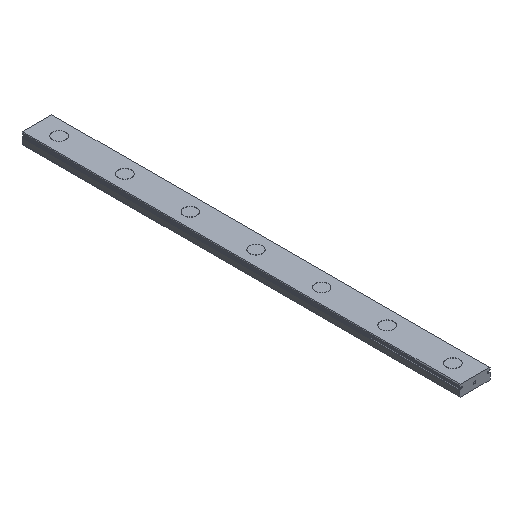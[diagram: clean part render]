
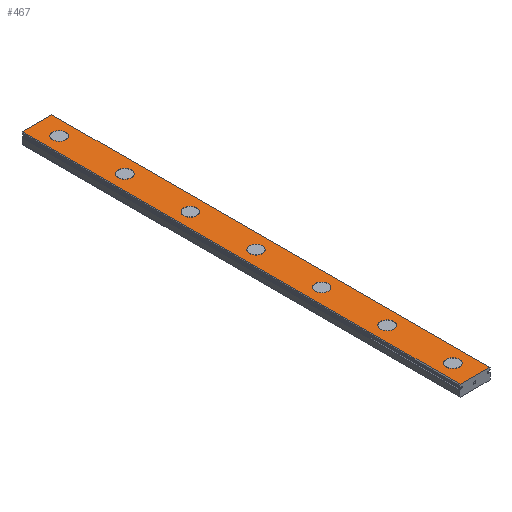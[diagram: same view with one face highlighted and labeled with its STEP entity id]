
A CAD part, isometric view. The second image highlights one B-rep face of the part: STEP entity #467.
In plain terms, the highlighted planar face has unit normal (0, 0, 1).
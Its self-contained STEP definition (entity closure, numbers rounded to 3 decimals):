
#467=ADVANCED_FACE('',(#954,#955,#956,#957,#958,#959,#960,#961),#962,.T.);
#954=FACE_BOUND('',#1461,.T.);
#955=FACE_BOUND('',#1462,.T.);
#956=FACE_BOUND('',#1463,.T.);
#957=FACE_BOUND('',#1464,.T.);
#958=FACE_BOUND('',#1465,.T.);
#959=FACE_BOUND('',#1466,.T.);
#960=FACE_BOUND('',#1467,.T.);
#961=FACE_OUTER_BOUND('',#1468,.T.);
#962=PLANE('',#1469);
#1461=EDGE_LOOP('',(#2787,#2788));
#1462=EDGE_LOOP('',(#2789,#2790));
#1463=EDGE_LOOP('',(#2791,#2792));
#1464=EDGE_LOOP('',(#2793,#2794));
#1465=EDGE_LOOP('',(#2795,#2796));
#1466=EDGE_LOOP('',(#2797,#2798));
#1467=EDGE_LOOP('',(#2799,#2800));
#1468=EDGE_LOOP('',(#2801,#2802,#2803,#2804));
#1469=AXIS2_PLACEMENT_3D('',#2805,#2806,#2807);
#2787=ORIENTED_EDGE('',*,*,#3020,.T.);
#2788=ORIENTED_EDGE('',*,*,#3399,.T.);
#2789=ORIENTED_EDGE('',*,*,#3010,.T.);
#2790=ORIENTED_EDGE('',*,*,#3405,.T.);
#2791=ORIENTED_EDGE('',*,*,#3000,.T.);
#2792=ORIENTED_EDGE('',*,*,#3411,.T.);
#2793=ORIENTED_EDGE('',*,*,#2990,.T.);
#2794=ORIENTED_EDGE('',*,*,#3417,.T.);
#2795=ORIENTED_EDGE('',*,*,#2980,.T.);
#2796=ORIENTED_EDGE('',*,*,#3423,.T.);
#2797=ORIENTED_EDGE('',*,*,#2970,.T.);
#2798=ORIENTED_EDGE('',*,*,#3429,.T.);
#2799=ORIENTED_EDGE('',*,*,#2960,.T.);
#2800=ORIENTED_EDGE('',*,*,#3435,.T.);
#2801=ORIENTED_EDGE('',*,*,#3386,.T.);
#2802=ORIENTED_EDGE('',*,*,#3465,.F.);
#2803=ORIENTED_EDGE('',*,*,#3268,.F.);
#2804=ORIENTED_EDGE('',*,*,#3463,.T.);
#2805=CARTESIAN_POINT('',(0.0,200.0,5.2));
#2806=DIRECTION('',(0.0,0.0,1.0));
#2807=DIRECTION('',(-1.0,0.0,-0.0));
#2960=EDGE_CURVE('',#3526,#3523,#3527,.T.);
#2970=EDGE_CURVE('',#3544,#3541,#3545,.T.);
#2980=EDGE_CURVE('',#3562,#3559,#3563,.T.);
#2990=EDGE_CURVE('',#3580,#3577,#3581,.T.);
#3000=EDGE_CURVE('',#3598,#3595,#3599,.T.);
#3010=EDGE_CURVE('',#3616,#3613,#3617,.T.);
#3020=EDGE_CURVE('',#3634,#3631,#3635,.T.);
#3268=EDGE_CURVE('',#3999,#4001,#4002,.T.);
#3386=EDGE_CURVE('',#4190,#4188,#4191,.T.);
#3399=EDGE_CURVE('',#3631,#3634,#4213,.T.);
#3405=EDGE_CURVE('',#3613,#3616,#4219,.T.);
#3411=EDGE_CURVE('',#3595,#3598,#4225,.T.);
#3417=EDGE_CURVE('',#3577,#3580,#4231,.T.);
#3423=EDGE_CURVE('',#3559,#3562,#4237,.T.);
#3429=EDGE_CURVE('',#3541,#3544,#4243,.T.);
#3435=EDGE_CURVE('',#3523,#3526,#4249,.T.);
#3463=EDGE_CURVE('',#3999,#4190,#4277,.T.);
#3465=EDGE_CURVE('',#4001,#4188,#4279,.T.);
#3523=VERTEX_POINT('',#4343);
#3526=VERTEX_POINT('',#4347);
#3527=CIRCLE('',#4348,3.0);
#3541=VERTEX_POINT('',#4365);
#3544=VERTEX_POINT('',#4369);
#3545=CIRCLE('',#4370,3.0);
#3559=VERTEX_POINT('',#4387);
#3562=VERTEX_POINT('',#4391);
#3563=CIRCLE('',#4392,3.0);
#3577=VERTEX_POINT('',#4409);
#3580=VERTEX_POINT('',#4413);
#3581=CIRCLE('',#4414,3.0);
#3595=VERTEX_POINT('',#4431);
#3598=VERTEX_POINT('',#4435);
#3599=CIRCLE('',#4436,3.0);
#3613=VERTEX_POINT('',#4453);
#3616=VERTEX_POINT('',#4457);
#3617=CIRCLE('',#4458,3.0);
#3631=VERTEX_POINT('',#4475);
#3634=VERTEX_POINT('',#4479);
#3635=CIRCLE('',#4480,3.0);
#3999=VERTEX_POINT('',#4978);
#4001=VERTEX_POINT('',#4981);
#4002=LINE('',#4982,#4983);
#4188=VERTEX_POINT('',#5247);
#4190=VERTEX_POINT('',#5250);
#4191=LINE('',#5251,#5252);
#4213=CIRCLE('',#5278,3.0);
#4219=CIRCLE('',#5284,3.0);
#4225=CIRCLE('',#5290,3.0);
#4231=CIRCLE('',#5296,3.0);
#4237=CIRCLE('',#5302,3.0);
#4243=CIRCLE('',#5308,3.0);
#4249=CIRCLE('',#5314,3.0);
#4277=LINE('',#5353,#5354);
#4279=LINE('',#5356,#5357);
#4343=CARTESIAN_POINT('',(3.0,10.0,5.2));
#4347=CARTESIAN_POINT('',(-3.0,10.0,5.2));
#4348=AXIS2_PLACEMENT_3D('',#5425,#5426,#5427);
#4365=CARTESIAN_POINT('',(3.0,40.0,5.2));
#4369=CARTESIAN_POINT('',(-3.0,40.0,5.2));
#4370=AXIS2_PLACEMENT_3D('',#5441,#5442,#5443);
#4387=CARTESIAN_POINT('',(3.0,70.0,5.2));
#4391=CARTESIAN_POINT('',(-3.0,70.0,5.2));
#4392=AXIS2_PLACEMENT_3D('',#5457,#5458,#5459);
#4409=CARTESIAN_POINT('',(3.0,100.0,5.2));
#4413=CARTESIAN_POINT('',(-3.0,100.0,5.2));
#4414=AXIS2_PLACEMENT_3D('',#5473,#5474,#5475);
#4431=CARTESIAN_POINT('',(3.0,130.0,5.2));
#4435=CARTESIAN_POINT('',(-3.0,130.0,5.2));
#4436=AXIS2_PLACEMENT_3D('',#5489,#5490,#5491);
#4453=CARTESIAN_POINT('',(3.0,160.0,5.2));
#4457=CARTESIAN_POINT('',(-3.0,160.0,5.2));
#4458=AXIS2_PLACEMENT_3D('',#5505,#5506,#5507);
#4475=CARTESIAN_POINT('',(3.0,190.0,5.2));
#4479=CARTESIAN_POINT('',(-3.0,190.0,5.2));
#4480=AXIS2_PLACEMENT_3D('',#5521,#5522,#5523);
#4978=CARTESIAN_POINT('',(-6.7,200.0,5.2));
#4981=CARTESIAN_POINT('',(6.7,200.0,5.2));
#4982=CARTESIAN_POINT('',(-6.7,200.0,5.2));
#4983=VECTOR('',#5788,1.0);
#5247=CARTESIAN_POINT('',(6.7,0.0,5.2));
#5250=CARTESIAN_POINT('',(-6.7,0.0,5.2));
#5251=CARTESIAN_POINT('',(-6.7,0.0,5.2));
#5252=VECTOR('',#5910,1.0);
#5278=AXIS2_PLACEMENT_3D('',#5936,#5937,#5938);
#5284=AXIS2_PLACEMENT_3D('',#5945,#5946,#5947);
#5290=AXIS2_PLACEMENT_3D('',#5954,#5955,#5956);
#5296=AXIS2_PLACEMENT_3D('',#5963,#5964,#5965);
#5302=AXIS2_PLACEMENT_3D('',#5972,#5973,#5974);
#5308=AXIS2_PLACEMENT_3D('',#5981,#5982,#5983);
#5314=AXIS2_PLACEMENT_3D('',#5990,#5991,#5992);
#5353=CARTESIAN_POINT('',(-6.7,200.0,5.2));
#5354=VECTOR('',#6010,1.0);
#5356=CARTESIAN_POINT('',(6.7,200.0,5.2));
#5357=VECTOR('',#6011,1.0);
#5425=CARTESIAN_POINT('',(0.0,10.0,5.2));
#5426=DIRECTION('',(0.0,0.0,-1.0));
#5427=DIRECTION('',(1.0,0.0,0.0));
#5441=CARTESIAN_POINT('',(0.0,40.0,5.2));
#5442=DIRECTION('',(0.0,0.0,-1.0));
#5443=DIRECTION('',(1.0,0.0,0.0));
#5457=CARTESIAN_POINT('',(0.0,70.0,5.2));
#5458=DIRECTION('',(0.0,0.0,-1.0));
#5459=DIRECTION('',(1.0,0.0,0.0));
#5473=CARTESIAN_POINT('',(0.0,100.0,5.2));
#5474=DIRECTION('',(0.0,0.0,-1.0));
#5475=DIRECTION('',(1.0,0.0,0.0));
#5489=CARTESIAN_POINT('',(0.0,130.0,5.2));
#5490=DIRECTION('',(0.0,0.0,-1.0));
#5491=DIRECTION('',(1.0,0.0,0.0));
#5505=CARTESIAN_POINT('',(0.0,160.0,5.2));
#5506=DIRECTION('',(0.0,0.0,-1.0));
#5507=DIRECTION('',(1.0,0.0,0.0));
#5521=CARTESIAN_POINT('',(0.0,190.0,5.2));
#5522=DIRECTION('',(0.0,0.0,-1.0));
#5523=DIRECTION('',(1.0,0.0,0.0));
#5788=DIRECTION('',(1.0,0.0,0.0));
#5910=DIRECTION('',(1.0,0.0,0.0));
#5936=CARTESIAN_POINT('',(0.0,190.0,5.2));
#5937=DIRECTION('',(0.0,0.0,-1.0));
#5938=DIRECTION('',(1.0,0.0,0.0));
#5945=CARTESIAN_POINT('',(0.0,160.0,5.2));
#5946=DIRECTION('',(0.0,0.0,-1.0));
#5947=DIRECTION('',(1.0,0.0,0.0));
#5954=CARTESIAN_POINT('',(0.0,130.0,5.2));
#5955=DIRECTION('',(0.0,0.0,-1.0));
#5956=DIRECTION('',(1.0,0.0,0.0));
#5963=CARTESIAN_POINT('',(0.0,100.0,5.2));
#5964=DIRECTION('',(0.0,0.0,-1.0));
#5965=DIRECTION('',(1.0,0.0,0.0));
#5972=CARTESIAN_POINT('',(0.0,70.0,5.2));
#5973=DIRECTION('',(0.0,0.0,-1.0));
#5974=DIRECTION('',(1.0,0.0,0.0));
#5981=CARTESIAN_POINT('',(0.0,40.0,5.2));
#5982=DIRECTION('',(0.0,0.0,-1.0));
#5983=DIRECTION('',(1.0,0.0,0.0));
#5990=CARTESIAN_POINT('',(0.0,10.0,5.2));
#5991=DIRECTION('',(0.0,0.0,-1.0));
#5992=DIRECTION('',(1.0,0.0,0.0));
#6010=DIRECTION('',(0.0,-1.0,0.0));
#6011=DIRECTION('',(0.0,-1.0,0.0));
